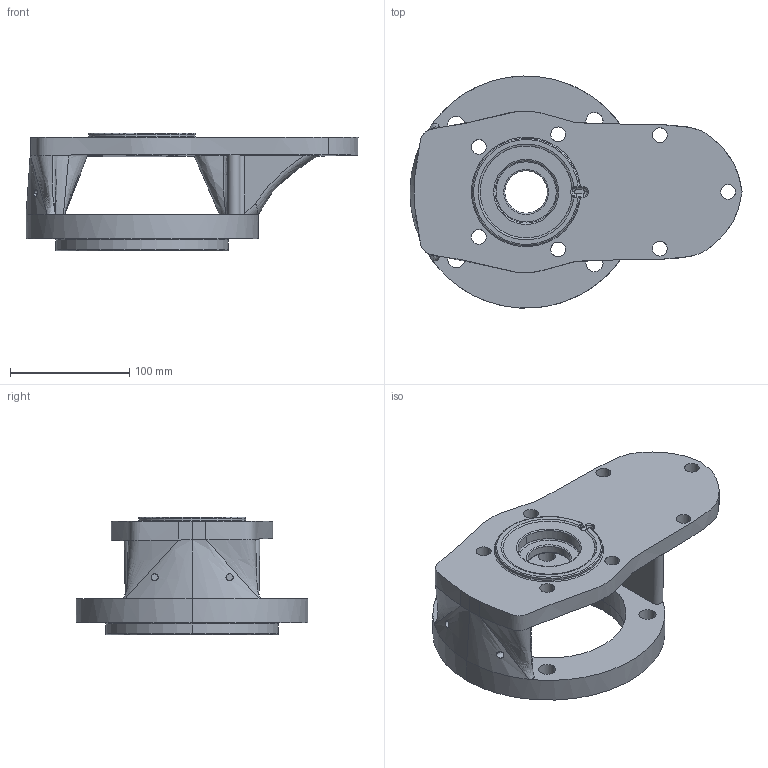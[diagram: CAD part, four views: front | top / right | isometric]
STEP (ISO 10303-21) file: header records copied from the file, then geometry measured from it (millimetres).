
FILE_DESCRIPTION (( 'STEP AP214' ), '1' );
FILE_NAME ('Part1.STEP', '2025-05-28T13:32:46', ( '' ), ( '' ), 'SwSTEP 2.0', 'SolidWorks 2024', '' );
FILE_SCHEMA (( 'AUTOMOTIVE_DESIGN' ));
Length unit declared in the file: millimetre
Products named in the file (1): Part1
Bounding box: 278.95 x 194.93 x 98.97 mm (x, y, z)
Volume: 1020454.4 mm3; surface area: 159958.5 mm2
Topology: 1 solids, 1 shells, 127 faces, 363 edges, 234 vertices
Faces by surface type: cylinder 47, bspline 41, torus 20, plane 17, sphere 2
Entity records: 9232 total; most frequent: CARTESIAN_POINT 6292, ORIENTED_EDGE 714, DIRECTION 473, EDGE_CURVE 357, VERTEX_POINT 232, AXIS2_PLACEMENT_3D 199, EDGE_LOOP 159, FACE_OUTER_BOUND 127
